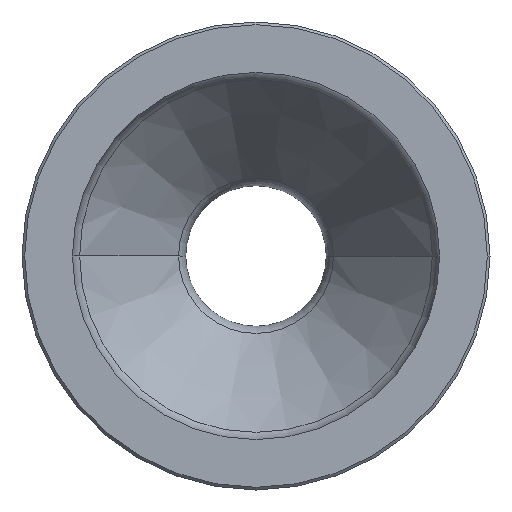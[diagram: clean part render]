
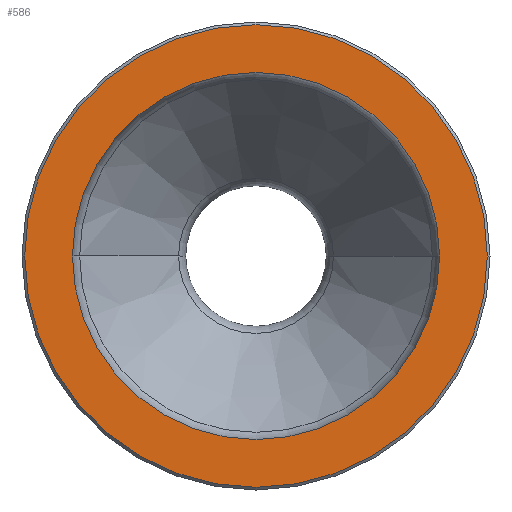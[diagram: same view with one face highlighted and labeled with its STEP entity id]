
A CAD part, left-side view. The second image highlights one B-rep face of the part: STEP entity #586.
In plain terms, the highlighted planar face has unit normal (-1, 0, 0).
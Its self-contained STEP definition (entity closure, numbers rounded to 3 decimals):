
#35 = EDGE_LOOP ( 'NONE', ( #647, #732 ) ) ;
#98 = FACE_BOUND ( 'NONE', #35, .T. ) ;
#101 = FACE_OUTER_BOUND ( 'NONE', #210, .T. ) ;
#141 = CARTESIAN_POINT ( 'NONE',  ( 0., -64.25, 0. ) ) ;
#210 = EDGE_LOOP ( 'NONE', ( #758, #799 ) ) ;
#215 = DIRECTION ( 'NONE',  ( 0., -1., 0. ) ) ;
#219 = DIRECTION ( 'NONE',  ( -1., 0., 0. ) ) ;
#221 = CIRCLE ( 'NONE', #797, 51. ) ;
#222 = CARTESIAN_POINT ( 'NONE',  ( 0., 0., 0. ) ) ;
#277 = AXIS2_PLACEMENT_3D ( 'NONE', #378, #372, #371 ) ;
#296 = CIRCLE ( 'NONE', #277, 64.25 ) ;
#310 = CIRCLE ( 'NONE', #1222, 64.25 ) ;
#315 = EDGE_CURVE ( 'NONE', #524, #1013, #310, .T. ) ;
#339 = EDGE_CURVE ( 'NONE', #1013, #524, #296, .T. ) ;
#371 = DIRECTION ( 'NONE',  ( 0., -1., 0. ) ) ;
#372 = DIRECTION ( 'NONE',  ( -1., 0., 0. ) ) ;
#378 = CARTESIAN_POINT ( 'NONE',  ( 0., 0., 0. ) ) ;
#386 = AXIS2_PLACEMENT_3D ( 'NONE', #794, #669, #665 ) ;
#445 = EDGE_CURVE ( 'NONE', #914, #1178, #221, .T. ) ;
#470 = DIRECTION ( 'NONE',  ( 0., -1., 0. ) ) ;
#472 = DIRECTION ( 'NONE',  ( -1., 0., 0. ) ) ;
#482 = CARTESIAN_POINT ( 'NONE',  ( 0., 0., 0. ) ) ;
#492 = AXIS2_PLACEMENT_3D ( 'NONE', #1143, #498, #945 ) ;
#498 = DIRECTION ( 'NONE',  ( -1., 0., 0. ) ) ;
#524 = VERTEX_POINT ( 'NONE', #141 ) ;
#586 = ADVANCED_FACE ( 'NONE', ( #98, #101 ), #887, .F. ) ;
#647 = ORIENTED_EDGE ( 'NONE', *, *, #859, .F. ) ;
#665 = DIRECTION ( 'NONE',  ( 0., 1., 0. ) ) ;
#669 = DIRECTION ( 'NONE',  ( 1., 0., 0. ) ) ;
#732 = ORIENTED_EDGE ( 'NONE', *, *, #445, .F. ) ;
#758 = ORIENTED_EDGE ( 'NONE', *, *, #339, .T. ) ;
#777 = CARTESIAN_POINT ( 'NONE',  ( 0., 51., 0. ) ) ;
#794 = CARTESIAN_POINT ( 'NONE',  ( 0., 64.25, 0. ) ) ;
#797 = AXIS2_PLACEMENT_3D ( 'NONE', #222, #219, #215 ) ;
#799 = ORIENTED_EDGE ( 'NONE', *, *, #315, .T. ) ;
#859 = EDGE_CURVE ( 'NONE', #1178, #914, #1172, .T. ) ;
#887 = PLANE ( 'NONE',  #386 ) ;
#902 = CARTESIAN_POINT ( 'NONE',  ( 0., 64.25, 0. ) ) ;
#914 = VERTEX_POINT ( 'NONE', #777 ) ;
#945 = DIRECTION ( 'NONE',  ( 0., -1., 0. ) ) ;
#1013 = VERTEX_POINT ( 'NONE', #902 ) ;
#1143 = CARTESIAN_POINT ( 'NONE',  ( 0., 0., 0. ) ) ;
#1155 = CARTESIAN_POINT ( 'NONE',  ( 0., -51., 0. ) ) ;
#1172 = CIRCLE ( 'NONE', #492, 51. ) ;
#1178 = VERTEX_POINT ( 'NONE', #1155 ) ;
#1222 = AXIS2_PLACEMENT_3D ( 'NONE', #482, #472, #470 ) ;
